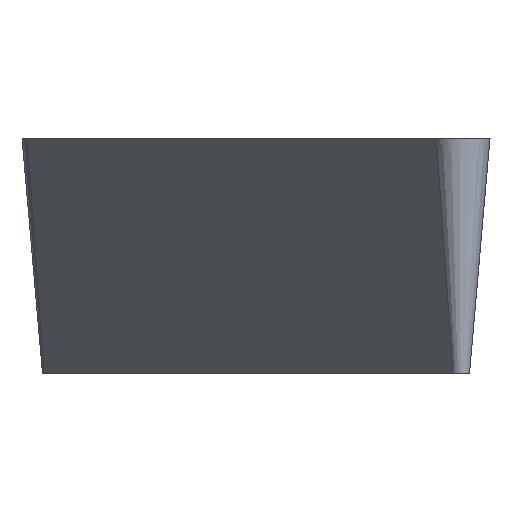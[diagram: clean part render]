
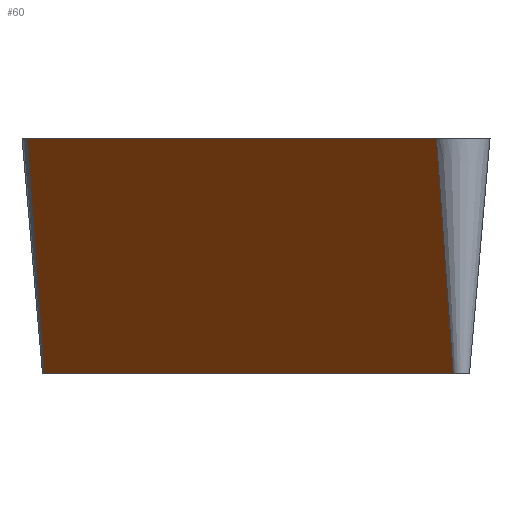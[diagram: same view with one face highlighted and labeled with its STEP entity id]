
A CAD part, left-side view. The second image highlights one B-rep face of the part: STEP entity #60.
In plain terms, the highlighted planar face has unit normal (-0.571, 0.816, -0.087).
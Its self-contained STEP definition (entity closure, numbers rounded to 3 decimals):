
#45=FACE_OUTER_BOUND('',#87,.T.);
#60=ADVANCED_FACE('',(#45),#76,.T.);
#76=PLANE('',#431);
#87=EDGE_LOOP('',(#115,#116,#117,#118));
#115=ORIENTED_EDGE('',*,*,#227,.T.);
#116=ORIENTED_EDGE('',*,*,#228,.T.);
#117=ORIENTED_EDGE('',*,*,#229,.T.);
#118=ORIENTED_EDGE('',*,*,#224,.T.);
#188=VERTEX_POINT('',#598);
#196=VERTEX_POINT('',#614);
#199=VERTEX_POINT('',#622);
#200=VERTEX_POINT('',#624);
#224=EDGE_CURVE('',#188,#196,#330,.T.);
#227=EDGE_CURVE('',#196,#199,#331,.T.);
#228=EDGE_CURVE('',#199,#200,#332,.T.);
#229=EDGE_CURVE('',#200,#188,#333,.T.);
#330=LINE('',#615,#354);
#331=LINE('',#621,#355);
#332=LINE('',#623,#356);
#333=LINE('',#625,#357);
#354=VECTOR('',#499,1.);
#355=VECTOR('',#506,1.);
#356=VECTOR('',#507,1.);
#357=VECTOR('',#508,1.);
#431=AXIS2_PLACEMENT_3D('',#626,#509,#510);
#499=DIRECTION('',(0.819,0.574,0.));
#506=DIRECTION('',(0.05,-0.071,-0.996));
#507=DIRECTION('',(-0.819,-0.574,0.));
#508=DIRECTION('',(-0.05,0.071,0.996));
#509=DIRECTION('',(-0.571,0.816,-0.087));
#510=DIRECTION('',(0.819,0.574,0.));
#598=CARTESIAN_POINT('',(-9.031,-2.447,0.));
#614=CARTESIAN_POINT('',(-1.104,3.103,0.));
#615=CARTESIAN_POINT('',(-9.031,-2.447,0.));
#621=CARTESIAN_POINT('',(-1.104,3.103,0.));
#622=CARTESIAN_POINT('',(-0.945,2.875,-3.18));
#623=CARTESIAN_POINT('',(-0.945,2.875,-3.18));
#624=CARTESIAN_POINT('',(-8.871,-2.675,-3.18));
#625=CARTESIAN_POINT('',(-8.871,-2.675,-3.18));
#626=CARTESIAN_POINT('',(-0.187,3.745,0.));
